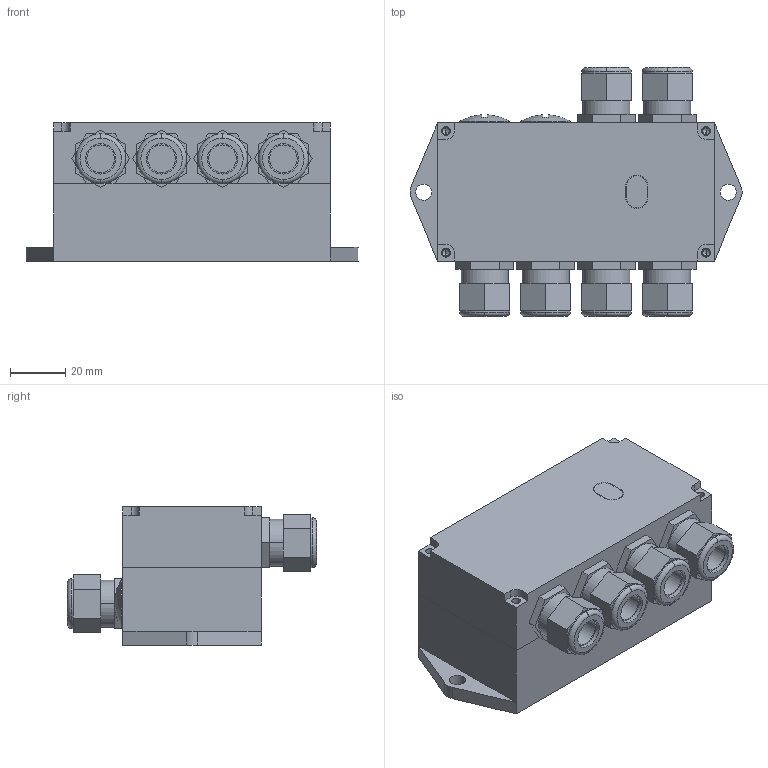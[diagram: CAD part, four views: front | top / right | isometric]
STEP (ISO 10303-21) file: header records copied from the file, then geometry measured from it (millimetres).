
FILE_DESCRIPTION((''),'2;1');
FILE_NAME('010710.3.stp','2011-05-27T07:03:43',(''),(''),'Mechanical Desktop 2009','Mechanical Desktop 2009',', , ');
FILE_SCHEMA(('CONFIG_CONTROL_DESIGN'));
Length unit declared in the file: millimetre
Products named in the file (17): E0107103; E0107107A; E0107107; KABELVERSCHRAUBUNG_M16X1.5; TEIL1; TEIL3; TEIL2; Kabelverschraubung_M16x1.5|AVE_RENDER; Kabelverschraubung_M16x1.5|AVE_GLOBAL; Kabelverschraubung_M16x1.5|RM_SDB; E0107108; E0107108A; L9901081A; L9901081; VERSCHLUSSKAPPE_PG9; VERSCHLUSSKAPPE_PG9A; RM_SDB
Assembly tree (32 placements, depth 3):
  E0107103
    E0107107A
      E0107107
    KABELVERSCHRAUBUNG_M16X1.5  x6
      TEIL1
      TEIL3
      TEIL2
      Kabelverschraubung_M16x1.5|AVE_RENDER
      Kabelverschraubung_M16x1.5|AVE_GLOBAL
      Kabelverschraubung_M16x1.5|RM_SDB
    E0107108
      E0107108A
    L9901081A
      L9901081
    VERSCHLUSSKAPPE_PG9  x2
      VERSCHLUSSKAPPE_PG9A
    RM_SDB  x2
Bounding box: 119.97 x 90 x 50 mm (x, y, z)
Volume: 118546.6 mm3; surface area: 81624.7 mm2
Topology: 23 solids, 23 shells, 606 faces, 1448 edges, 915 vertices
Faces by surface type: plane 274, cylinder 240, cone 66, torus 24, sphere 2
Entity records: 9769 total; most frequent: CARTESIAN_POINT 1751, DIRECTION 1730, ORIENTED_EDGE 1518, EDGE_CURVE 759, AXIS2_PLACEMENT_3D 643, VERTEX_POINT 491, VECTOR 444, LINE 444
